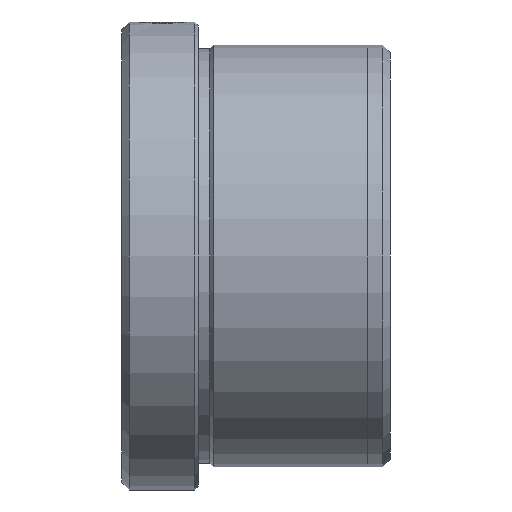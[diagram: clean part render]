
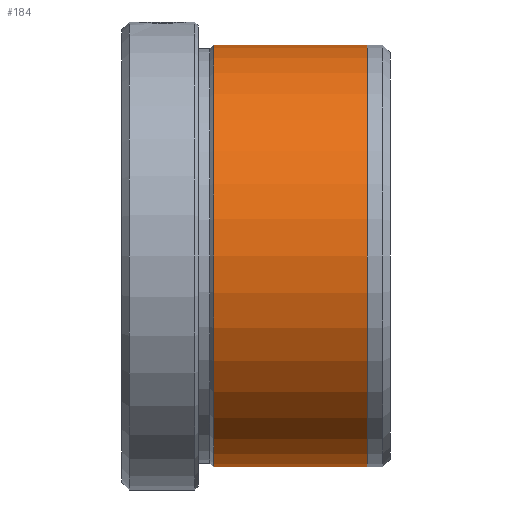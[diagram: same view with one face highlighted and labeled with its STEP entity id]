
A CAD part, left-side view. The second image highlights one B-rep face of the part: STEP entity #184.
In plain terms, the highlighted cylindrical face has radius 27.5 mm (diameter 55 mm), a partial arc.
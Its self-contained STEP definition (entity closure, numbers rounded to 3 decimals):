
#6 = VERTEX_POINT ( 'NONE', #1194 ) ;
#104 = AXIS2_PLACEMENT_3D ( 'NONE', #1174, #356, #1314 ) ;
#184 = ADVANCED_FACE ( 'NONE', ( #1709 ), #262, .T. ) ;
#262 = CYLINDRICAL_SURFACE ( 'NONE', #902, 27.5 ) ;
#270 = CIRCLE ( 'NONE', #104, 27.5 ) ;
#279 = DIRECTION ( 'NONE',  ( 0., 1., 0. ) ) ;
#294 = CARTESIAN_POINT ( 'NONE',  ( 0., -12., -27.5 ) ) ;
#342 = AXIS2_PLACEMENT_3D ( 'NONE', #1397, #575, #1534 ) ;
#356 = DIRECTION ( 'NONE',  ( 0., -1., 0. ) ) ;
#460 = ORIENTED_EDGE ( 'NONE', *, *, #517, .F. ) ;
#504 = DIRECTION ( 'NONE',  ( 0., 1., 0. ) ) ;
#517 = EDGE_CURVE ( 'NONE', #1435, #1298, #603, .T. ) ;
#518 = VERTEX_POINT ( 'NONE', #758 ) ;
#533 = EDGE_LOOP ( 'NONE', ( #460, #894, #935, #646 ) ) ;
#575 = DIRECTION ( 'NONE',  ( 0., 1., 0. ) ) ;
#603 = LINE ( 'NONE', #619, #1690 ) ;
#619 = CARTESIAN_POINT ( 'NONE',  ( 0., 0., -27.5 ) ) ;
#642 = CARTESIAN_POINT ( 'NONE',  ( 0., 0., 27.5 ) ) ;
#646 = ORIENTED_EDGE ( 'NONE', *, *, #1366, .F. ) ;
#758 = CARTESIAN_POINT ( 'NONE',  ( 0., -12., 27.5 ) ) ;
#801 = CIRCLE ( 'NONE', #342, 27.5 ) ;
#822 = EDGE_CURVE ( 'NONE', #6, #1435, #270, .T. ) ;
#868 = VECTOR ( 'NONE', #504, 1000. ) ;
#891 = EDGE_CURVE ( 'NONE', #6, #518, #1229, .T. ) ;
#894 = ORIENTED_EDGE ( 'NONE', *, *, #822, .F. ) ;
#902 = AXIS2_PLACEMENT_3D ( 'NONE', #1515, #279, #1355 ) ;
#935 = ORIENTED_EDGE ( 'NONE', *, *, #891, .T. ) ;
#1174 = CARTESIAN_POINT ( 'NONE',  ( 0., -32., 0. ) ) ;
#1194 = CARTESIAN_POINT ( 'NONE',  ( 0., -32., 27.5 ) ) ;
#1229 = LINE ( 'NONE', #642, #868 ) ;
#1298 = VERTEX_POINT ( 'NONE', #294 ) ;
#1313 = CARTESIAN_POINT ( 'NONE',  ( 0., -32., -27.5 ) ) ;
#1314 = DIRECTION ( 'NONE',  ( 0., 0., -1. ) ) ;
#1355 = DIRECTION ( 'NONE',  ( 0., 0., 1. ) ) ;
#1366 = EDGE_CURVE ( 'NONE', #1298, #518, #801, .T. ) ;
#1397 = CARTESIAN_POINT ( 'NONE',  ( 0., -12., 0. ) ) ;
#1435 = VERTEX_POINT ( 'NONE', #1313 ) ;
#1515 = CARTESIAN_POINT ( 'NONE',  ( 0., 0., 0. ) ) ;
#1534 = DIRECTION ( 'NONE',  ( 0., 0., 1. ) ) ;
#1690 = VECTOR ( 'NONE', #1708, 1000. ) ;
#1708 = DIRECTION ( 'NONE',  ( 0., 1., 0. ) ) ;
#1709 = FACE_OUTER_BOUND ( 'NONE', #533, .T. ) ;
